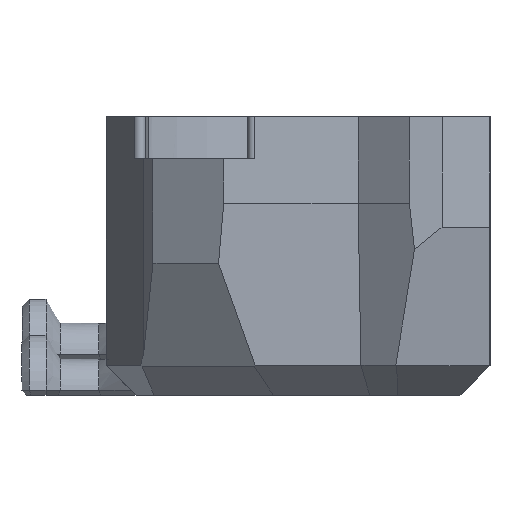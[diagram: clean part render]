
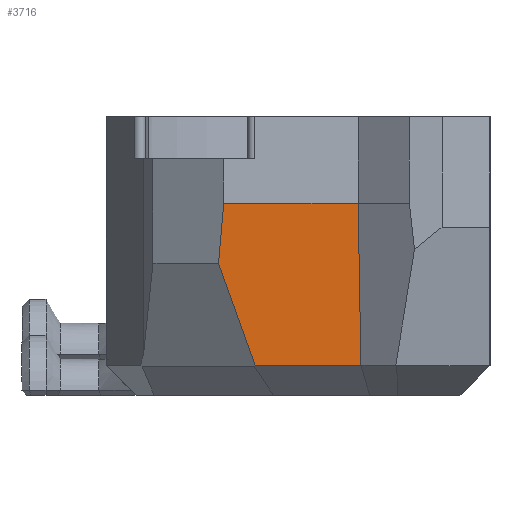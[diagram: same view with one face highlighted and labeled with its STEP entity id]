
A CAD part, left-side view. The second image highlights one B-rep face of the part: STEP entity #3716.
In plain terms, the highlighted planar face has unit normal (-0.994, -0.092, -0.062).
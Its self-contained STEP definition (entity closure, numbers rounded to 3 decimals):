
#456=FACE_OUTER_BOUND('',#652,.T.);
#652=EDGE_LOOP('',(#3282,#3283,#3284,#3285,#3286));
#975=LINE('',#6519,#1331);
#983=LINE('',#6535,#1339);
#1003=LINE('',#6574,#1359);
#1007=LINE('',#6581,#1363);
#1008=LINE('',#6582,#1364);
#1331=VECTOR('',#4883,10.);
#1339=VECTOR('',#4897,10.);
#1359=VECTOR('',#4935,10.);
#1363=VECTOR('',#4941,10.);
#1364=VECTOR('',#4942,10.);
#1729=VERTEX_POINT('',#6516);
#1730=VERTEX_POINT('',#6518);
#1734=VERTEX_POINT('',#6532);
#1735=VERTEX_POINT('',#6534);
#1745=VERTEX_POINT('',#6573);
#2251=EDGE_CURVE('',#1730,#1729,#975,.T.);
#2259=EDGE_CURVE('',#1734,#1735,#983,.T.);
#2279=EDGE_CURVE('',#1745,#1735,#1003,.T.);
#2283=EDGE_CURVE('',#1734,#1730,#1007,.T.);
#2284=EDGE_CURVE('',#1729,#1745,#1008,.T.);
#3282=ORIENTED_EDGE('',*,*,#2259,.F.);
#3283=ORIENTED_EDGE('',*,*,#2283,.T.);
#3284=ORIENTED_EDGE('',*,*,#2251,.T.);
#3285=ORIENTED_EDGE('',*,*,#2284,.T.);
#3286=ORIENTED_EDGE('',*,*,#2279,.T.);
#3528=PLANE('',#4038);
#3716=ADVANCED_FACE('',(#456),#3528,.T.);
#4038=AXIS2_PLACEMENT_3D('',#6580,#4939,#4940);
#4883=DIRECTION('',(-0.092,0.996,0.));
#4897=DIRECTION('',(-0.092,0.996,0.));
#4935=DIRECTION('',(0.09,-0.338,-0.937));
#4939=DIRECTION('center_axis',(-0.994,-0.092,-0.062));
#4940=DIRECTION('ref_axis',(-0.063,0.,0.998));
#4941=DIRECTION('',(-0.064,0.017,0.998));
#4942=DIRECTION('',(0.054,0.087,-0.995));
#6516=CARTESIAN_POINT('',(-23.045,44.189,-45.2));
#6518=CARTESIAN_POINT('',(-22.008,32.988,-45.2));
#6519=CARTESIAN_POINT('',(-23.002,43.731,-45.2));
#6532=CARTESIAN_POINT('',(-21.139,32.757,-58.705));
#6534=CARTESIAN_POINT('',(-21.954,41.558,-58.705));
#6535=CARTESIAN_POINT('',(-22.659,49.181,-58.705));
#6573=CARTESIAN_POINT('',(-22.771,44.627,-50.2));
#6574=CARTESIAN_POINT('',(-22.492,43.578,-53.108));
#6580=CARTESIAN_POINT('Origin',(-22.504,43.778,-53.2));
#6581=CARTESIAN_POINT('',(-20.979,32.715,-61.2));
#6582=CARTESIAN_POINT('',(-22.942,44.354,-47.077));
